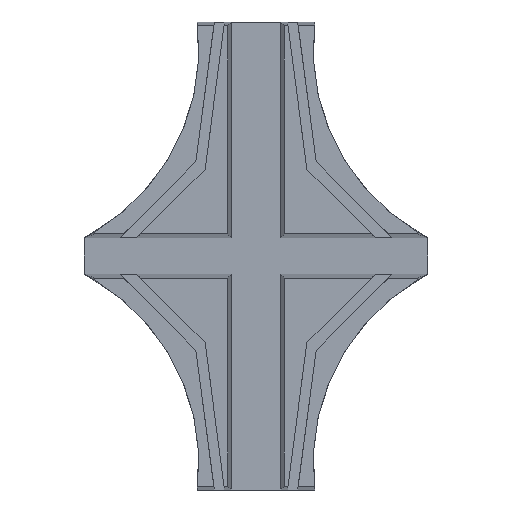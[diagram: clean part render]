
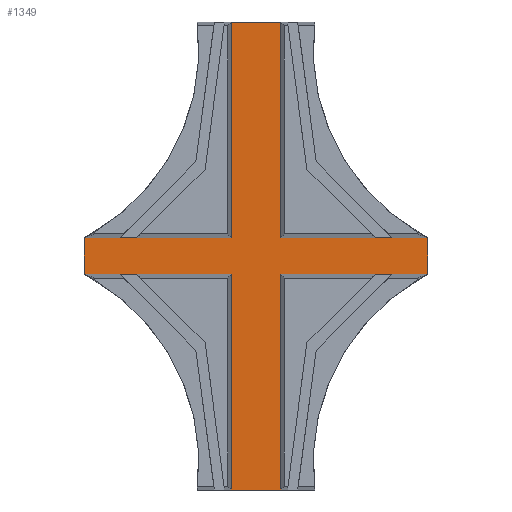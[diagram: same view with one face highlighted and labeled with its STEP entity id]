
A CAD part, front view. The second image highlights one B-rep face of the part: STEP entity #1349.
In plain terms, the highlighted planar face has unit normal (0, -1, 0).
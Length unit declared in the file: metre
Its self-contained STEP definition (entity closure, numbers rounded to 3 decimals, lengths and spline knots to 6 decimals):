
#29=PLANE('',#1450);
#110=LINE('',#1928,#282);
#125=LINE('',#1973,#297);
#132=LINE('',#1987,#304);
#133=LINE('',#1989,#305);
#134=LINE('',#1990,#306);
#135=LINE('',#1992,#307);
#136=LINE('',#1994,#308);
#137=LINE('',#1996,#309);
#138=LINE('',#1998,#310);
#139=LINE('',#2000,#311);
#140=LINE('',#2002,#312);
#141=LINE('',#2004,#313);
#282=VECTOR('',#1553,1.);
#297=VECTOR('',#1588,1.);
#304=VECTOR('',#1597,1.);
#305=VECTOR('',#1600,1.);
#306=VECTOR('',#1601,1.);
#307=VECTOR('',#1602,1.);
#308=VECTOR('',#1603,1.);
#309=VECTOR('',#1604,1.);
#310=VECTOR('',#1605,1.);
#311=VECTOR('',#1606,1.);
#312=VECTOR('',#1607,1.);
#313=VECTOR('',#1608,1.);
#490=ORIENTED_EDGE('',*,*,#879,.T.);
#491=ORIENTED_EDGE('',*,*,#887,.F.);
#492=ORIENTED_EDGE('',*,*,#858,.T.);
#493=ORIENTED_EDGE('',*,*,#886,.T.);
#494=ORIENTED_EDGE('',*,*,#888,.F.);
#495=ORIENTED_EDGE('',*,*,#889,.T.);
#496=ORIENTED_EDGE('',*,*,#890,.T.);
#497=ORIENTED_EDGE('',*,*,#891,.F.);
#498=ORIENTED_EDGE('',*,*,#892,.T.);
#499=ORIENTED_EDGE('',*,*,#893,.T.);
#500=ORIENTED_EDGE('',*,*,#894,.F.);
#501=ORIENTED_EDGE('',*,*,#895,.T.);
#858=EDGE_CURVE('',#1048,#1057,#110,.T.);
#879=EDGE_CURVE('',#1078,#1063,#125,.T.);
#886=EDGE_CURVE('',#1057,#1083,#132,.T.);
#887=EDGE_CURVE('',#1048,#1063,#133,.T.);
#888=EDGE_CURVE('',#1084,#1083,#134,.T.);
#889=EDGE_CURVE('',#1084,#1085,#135,.T.);
#890=EDGE_CURVE('',#1085,#1086,#136,.T.);
#891=EDGE_CURVE('',#1087,#1086,#137,.T.);
#892=EDGE_CURVE('',#1087,#1088,#138,.T.);
#893=EDGE_CURVE('',#1088,#1089,#139,.T.);
#894=EDGE_CURVE('',#1090,#1089,#140,.T.);
#895=EDGE_CURVE('',#1090,#1078,#141,.T.);
#1048=VERTEX_POINT('',#1907);
#1057=VERTEX_POINT('',#1927);
#1063=VERTEX_POINT('',#1940);
#1078=VERTEX_POINT('',#1974);
#1083=VERTEX_POINT('',#1986);
#1084=VERTEX_POINT('',#1991);
#1085=VERTEX_POINT('',#1993);
#1086=VERTEX_POINT('',#1995);
#1087=VERTEX_POINT('',#1997);
#1088=VERTEX_POINT('',#1999);
#1089=VERTEX_POINT('',#2001);
#1090=VERTEX_POINT('',#2003);
#1185=EDGE_LOOP('',(#490,#491,#492,#493,#494,#495,#496,#497,#498,#499,#500,
#501));
#1263=FACE_BOUND('',#1185,.T.);
#1349=ADVANCED_FACE('',(#1263),#29,.F.);
#1450=AXIS2_PLACEMENT_3D('',#1988,#1598,#1599);
#1553=DIRECTION('',(1.,0.,0.));
#1588=DIRECTION('',(-1.,0.,0.));
#1597=DIRECTION('',(0.,0.,-1.));
#1598=DIRECTION('',(0.,1.,0.));
#1599=DIRECTION('',(-1.,0.,0.));
#1600=DIRECTION('',(0.,0.,1.));
#1601=DIRECTION('',(-1.,0.,0.));
#1602=DIRECTION('',(0.,0.,1.));
#1603=DIRECTION('',(1.,0.,0.));
#1604=DIRECTION('',(0.,0.,-1.));
#1605=DIRECTION('',(-1.,0.,0.));
#1606=DIRECTION('',(0.,0.,1.));
#1607=DIRECTION('',(1.,0.,0.));
#1608=DIRECTION('',(0.,0.,-1.));
#1907=CARTESIAN_POINT('',(-0.035,0.02,-0.00375));
#1927=CARTESIAN_POINT('',(-0.005,0.02,-0.00375));
#1928=CARTESIAN_POINT('',(0.,0.02,-0.00375));
#1940=CARTESIAN_POINT('',(-0.035,0.02,0.00375));
#1973=CARTESIAN_POINT('',(-0.0025,0.02,0.00375));
#1974=CARTESIAN_POINT('',(-0.005,0.02,0.00375));
#1986=CARTESIAN_POINT('',(-0.005,0.02,-0.04775));
#1987=CARTESIAN_POINT('',(-0.005,0.02,0.));
#1988=CARTESIAN_POINT('',(0.,0.02,0.));
#1989=CARTESIAN_POINT('',(-0.035,0.02,-0.00375));
#1990=CARTESIAN_POINT('',(0.005,0.02,-0.04775));
#1991=CARTESIAN_POINT('',(0.005,0.02,-0.04775));
#1992=CARTESIAN_POINT('',(0.005,0.02,-0.023875));
#1993=CARTESIAN_POINT('',(0.005,0.02,-0.00375));
#1994=CARTESIAN_POINT('',(0.0025,0.02,-0.00375));
#1995=CARTESIAN_POINT('',(0.035,0.02,-0.00375));
#1996=CARTESIAN_POINT('',(0.035,0.02,0.00375));
#1997=CARTESIAN_POINT('',(0.035,0.02,0.00375));
#1998=CARTESIAN_POINT('',(0.,0.02,0.00375));
#1999=CARTESIAN_POINT('',(0.005,0.02,0.00375));
#2000=CARTESIAN_POINT('',(0.005,0.02,0.));
#2001=CARTESIAN_POINT('',(0.005,0.02,0.04775));
#2002=CARTESIAN_POINT('',(-0.012,0.02,0.04775));
#2003=CARTESIAN_POINT('',(-0.005,0.02,0.04775));
#2004=CARTESIAN_POINT('',(-0.005,0.02,0.023875));
